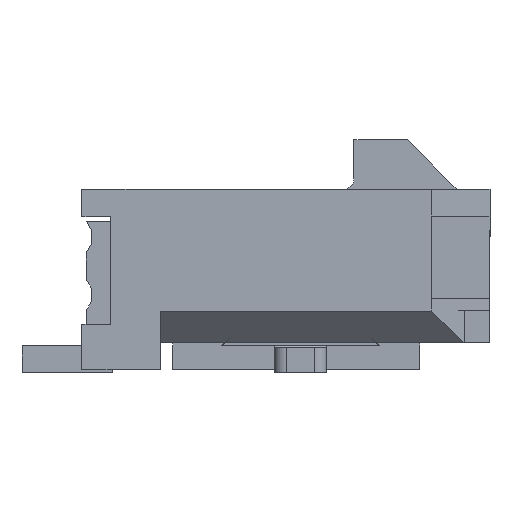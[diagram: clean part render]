
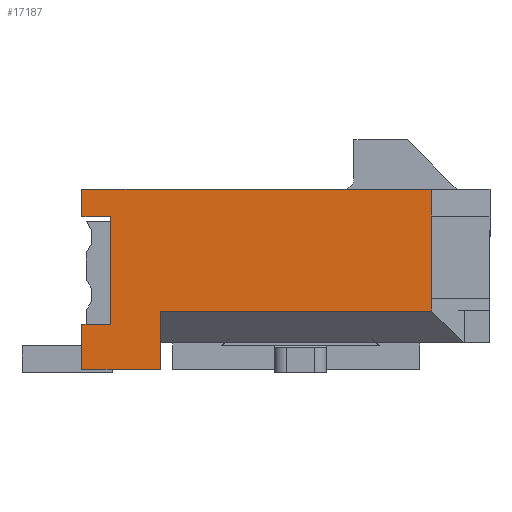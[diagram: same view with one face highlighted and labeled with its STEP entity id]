
A CAD part, front view. The second image highlights one B-rep face of the part: STEP entity #17187.
In plain terms, the highlighted face is planar.
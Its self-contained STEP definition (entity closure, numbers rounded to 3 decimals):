
#1529=ORIENTED_EDGE('',*,*,#4544,.T.);
#1530=ORIENTED_EDGE('',*,*,#4530,.T.);
#1531=ORIENTED_EDGE('',*,*,#4517,.T.);
#1532=ORIENTED_EDGE('',*,*,#4121,.T.);
#1533=ORIENTED_EDGE('',*,*,#4616,.F.);
#1534=ORIENTED_EDGE('',*,*,#4114,.T.);
#1535=ORIENTED_EDGE('',*,*,#4629,.F.);
#1536=ORIENTED_EDGE('',*,*,#4630,.F.);
#1537=ORIENTED_EDGE('',*,*,#4631,.F.);
#1538=ORIENTED_EDGE('',*,*,#4632,.T.);
#1539=ORIENTED_EDGE('',*,*,#4098,.T.);
#1540=ORIENTED_EDGE('',*,*,#4527,.T.);
#4098=EDGE_CURVE('',#5815,#5814,#7028,.T.);
#4114=EDGE_CURVE('',#5827,#5826,#7044,.T.);
#4121=EDGE_CURVE('',#5833,#5832,#7051,.T.);
#4517=EDGE_CURVE('',#6085,#5833,#7447,.T.);
#4527=EDGE_CURVE('',#5814,#6088,#7457,.T.);
#4530=EDGE_CURVE('',#6089,#6085,#7460,.T.);
#4544=EDGE_CURVE('',#6088,#6089,#7474,.T.);
#4616=EDGE_CURVE('',#5827,#5832,#7546,.T.);
#4629=EDGE_CURVE('',#6139,#5826,#7559,.T.);
#4630=EDGE_CURVE('',#6138,#6139,#7560,.T.);
#4631=EDGE_CURVE('',#6140,#6138,#7561,.T.);
#4632=EDGE_CURVE('',#6140,#5815,#7562,.T.);
#5814=VERTEX_POINT('',#22361);
#5815=VERTEX_POINT('',#22363);
#5826=VERTEX_POINT('',#22394);
#5827=VERTEX_POINT('',#22396);
#5832=VERTEX_POINT('',#22409);
#5833=VERTEX_POINT('',#22411);
#6085=VERTEX_POINT('',#23203);
#6088=VERTEX_POINT('',#23220);
#6089=VERTEX_POINT('',#23224);
#6138=VERTEX_POINT('',#23408);
#6139=VERTEX_POINT('',#23412);
#6140=VERTEX_POINT('',#23415);
#7028=LINE('',#22362,#8790);
#7044=LINE('',#22395,#8806);
#7051=LINE('',#22410,#8813);
#7447=LINE('',#23202,#9209);
#7457=LINE('',#23221,#9219);
#7460=LINE('',#23227,#9222);
#7474=LINE('',#23253,#9236);
#7546=LINE('',#23390,#9308);
#7559=LINE('',#23411,#9321);
#7560=LINE('',#23413,#9322);
#7561=LINE('',#23414,#9323);
#7562=LINE('',#23416,#9324);
#8790=VECTOR('',#18943,1000.);
#8806=VECTOR('',#18969,1000.);
#8813=VECTOR('',#18980,1000.);
#9209=VECTOR('',#19664,1000.);
#9219=VECTOR('',#19684,1000.);
#9222=VECTOR('',#19689,1000.);
#9236=VECTOR('',#19715,1000.);
#9308=VECTOR('',#19839,1000.);
#9321=VECTOR('',#19862,1000.);
#9322=VECTOR('',#19863,1000.);
#9323=VECTOR('',#19864,1000.);
#9324=VECTOR('',#19865,1000.);
#10431=EDGE_LOOP('',(#1529,#1530,#1531,#1532,#1533,#1534,#1535,#1536,#1537,
#1538,#1539,#1540));
#11133=FACE_BOUND('',#10431,.T.);
#11823=PLANE('',#17870);
#17187=ADVANCED_FACE('',(#11133),#11823,.T.);
#17870=AXIS2_PLACEMENT_3D('',#23410,#19860,#19861);
#18943=DIRECTION('',(0.,0.,-1.));
#18969=DIRECTION('',(0.,-1.,0.));
#18980=DIRECTION('',(0.,-1.,0.));
#19664=DIRECTION('',(0.,0.,-1.));
#19684=DIRECTION('',(0.,-1.,0.));
#19689=DIRECTION('',(0.,1.,0.));
#19715=DIRECTION('',(0.,0.,-1.));
#19839=DIRECTION('',(0.,0.,-1.));
#19860=DIRECTION('',(-1.,0.,0.));
#19861=DIRECTION('',(0.,0.,1.));
#19862=DIRECTION('',(0.,0.,-1.));
#19863=DIRECTION('',(0.,0.,-1.));
#19864=DIRECTION('',(0.,0.,-1.));
#19865=DIRECTION('',(0.,1.,0.));
#22361=CARTESIAN_POINT('',(-18.325,4.95,1.515));
#22362=CARTESIAN_POINT('',(-18.325,4.95,2.185));
#22363=CARTESIAN_POINT('',(-18.325,4.95,2.185));
#22394=CARTESIAN_POINT('',(-18.325,-3.536,-0.771));
#22395=CARTESIAN_POINT('',(-18.325,3.05,-0.771));
#22396=CARTESIAN_POINT('',(-18.325,3.05,-0.771));
#22409=CARTESIAN_POINT('',(-18.325,3.05,-2.185));
#22410=CARTESIAN_POINT('',(-18.325,4.95,-2.185));
#22411=CARTESIAN_POINT('',(-18.325,4.95,-2.185));
#23202=CARTESIAN_POINT('',(-18.325,4.95,2.185));
#23203=CARTESIAN_POINT('',(-18.325,4.95,-1.085));
#23220=CARTESIAN_POINT('',(-18.325,4.25,1.515));
#23221=CARTESIAN_POINT('',(-18.325,0.,1.515));
#23224=CARTESIAN_POINT('',(-18.325,4.25,-1.085));
#23227=CARTESIAN_POINT('',(-18.325,0.,-1.085));
#23253=CARTESIAN_POINT('',(-18.325,4.25,0.));
#23390=CARTESIAN_POINT('',(-18.325,3.05,-2.185));
#23408=CARTESIAN_POINT('',(-18.325,-3.536,1.535));
#23410=CARTESIAN_POINT('',(-18.325,0.,0.));
#23411=CARTESIAN_POINT('',(-18.325,-3.536,0.));
#23412=CARTESIAN_POINT('',(-18.325,-3.536,-0.465));
#23413=CARTESIAN_POINT('',(-18.325,-3.536,1.535));
#23414=CARTESIAN_POINT('',(-18.325,-3.536,0.));
#23415=CARTESIAN_POINT('',(-18.325,-3.536,2.185));
#23416=CARTESIAN_POINT('',(-18.325,-4.95,2.185));
